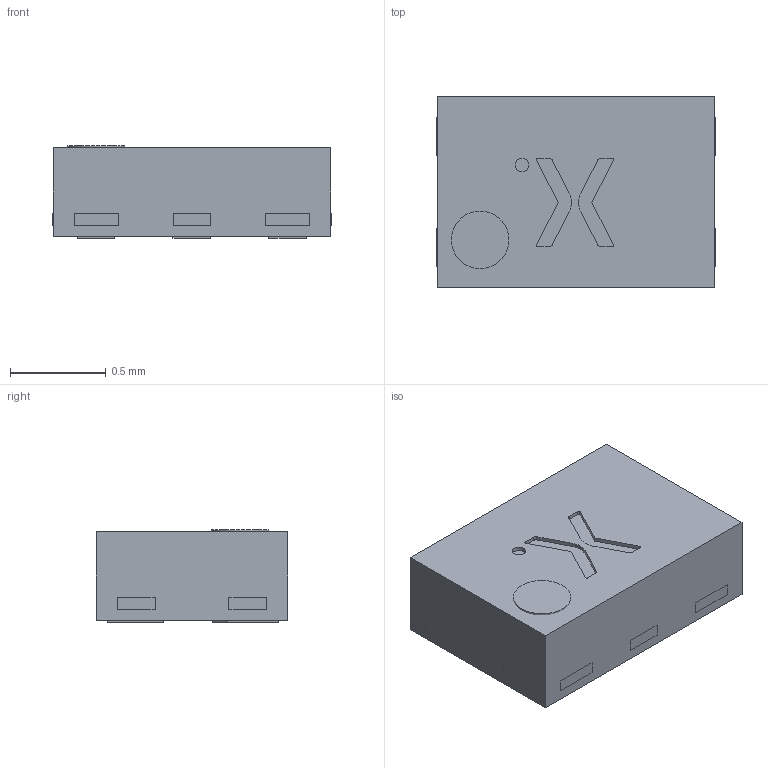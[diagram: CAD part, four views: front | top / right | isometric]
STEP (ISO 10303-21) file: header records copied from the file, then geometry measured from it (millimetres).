
FILE_DESCRIPTION(('FreeCAD Model'),'2;1');
FILE_NAME('PSON50P145X100X54-6.step', '2021-04-02T19:09:05',('kicad StepUp'),('ksu MCAD'), 'Open CASCADE STEP processor 7.2','FreeCAD','Unknown');
FILE_SCHEMA(('AUTOMOTIVE_DESIGN { 1 0 10303 214 1 1 1 1 }'));
Length unit declared in the file: millimetre
Products named in the file (1): PSON50P145X100X54-6
Bounding box: 1.45 x 1 x 0.48 mm (x, y, z)
Volume: 0.7 mm3; surface area: 7.3 mm2
Topology: 8 solids, 8 shells, 116 faces, 279 edges, 182 vertices
Faces by surface type: plane 96, cylinder 20
Full cylindrical faces by diameter (mm): 0.3 x1
Entity records: 4140 total; most frequent: CARTESIAN_POINT 578, ORIENTED_EDGE 558, DIRECTION 553, EDGE_CURVE 279, LINE 239, VECTOR 239, VERTEX_POINT 182, AXIS2_PLACEMENT_3D 157
